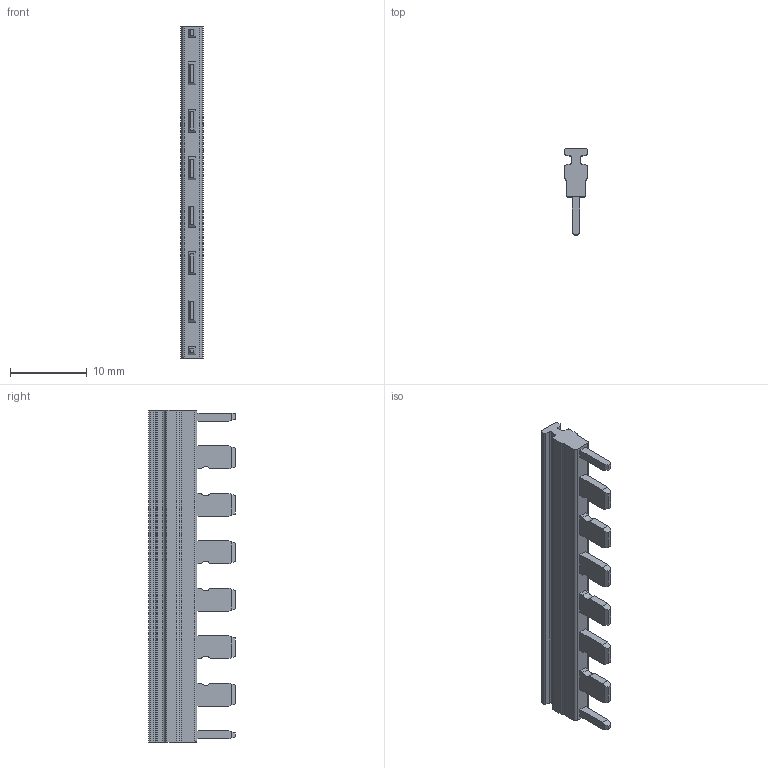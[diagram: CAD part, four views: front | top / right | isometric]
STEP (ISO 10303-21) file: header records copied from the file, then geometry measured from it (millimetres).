
FILE_DESCRIPTION (( 'STEP AP214' ), '1' );
FILE_NAME ('TK-KPR-S8.STEP', '2019-03-12T16:17:32', ( '' ), ( '' ), 'SwSTEP 2.0', 'SolidWorks 2018', '' );
FILE_SCHEMA (( 'AUTOMOTIVE_DESIGN' ));
Length unit declared in the file: inch
Products named in the file (1): TK-KPR-S8
Bounding box: 3 x 11.3 x 43.4 mm (x, y, z)
Volume: 779.2 mm3; surface area: 1179.6 mm2
Topology: 1 solids, 1 shells, 115 faces, 315 edges, 210 vertices
Faces by surface type: plane 93, cylinder 22
Entity records: 4095 total; most frequent: CARTESIAN_POINT 641, ORIENTED_EDGE 630, DIRECTION 591, EDGE_CURVE 315, LINE 271, VECTOR 271, VERTEX_POINT 210, AXIS2_PLACEMENT_3D 160
